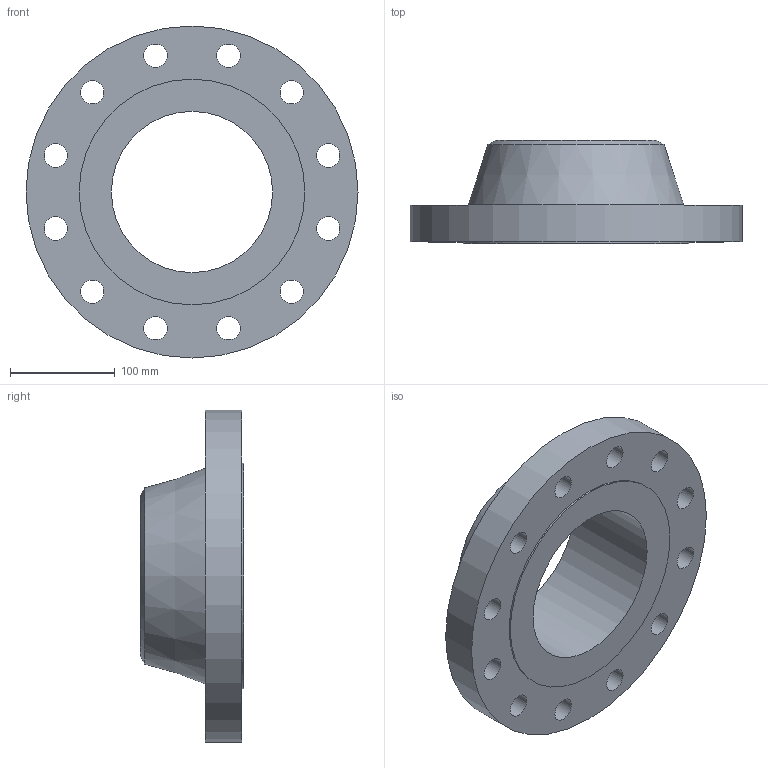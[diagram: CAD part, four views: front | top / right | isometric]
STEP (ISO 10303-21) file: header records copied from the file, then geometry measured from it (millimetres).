
FILE_DESCRIPTION(/* description */ (''),/* implementation_level */ '2;1');
FILE_NAME(/* name */ 'ANSI-B300-6W.stp',/* time_stamp */ '2023-11-07T09:24:44-05:00',/* author */ ('Admin'),/* organization */ ('Demo'),/* preprocessor_version */ 'ST-DEVELOPER v19',/* originating_system */ 'Autodesk Inventor 2023',/* authorisation */ '');
FILE_SCHEMA (('AUTOMOTIVE_DESIGN { 1 0 10303 214 3 1 1 }'));
Length unit declared in the file: inch
Products named in the file (1): ANSI-B300-6W
Bounding box: 317.5 x 98.62 x 317.5 mm (x, y, z)
Volume: 2511406.5 mm3; surface area: 250183.6 mm2
Topology: 1 solids, 1 shells, 20 faces, 49 edges, 32 vertices
Faces by surface type: cylinder 15, plane 3, cone 2
Full cylindrical faces by diameter (mm): 22.352 x12, 154.178 x1, 215.9 x1, 317.5 x1
Entity records: 706 total; most frequent: DIRECTION 123, CARTESIAN_POINT 102, ORIENTED_EDGE 98, AXIS2_PLACEMENT_3D 53, EDGE_CURVE 49, EDGE_LOOP 47, CIRCLE 32, VERTEX_POINT 32
